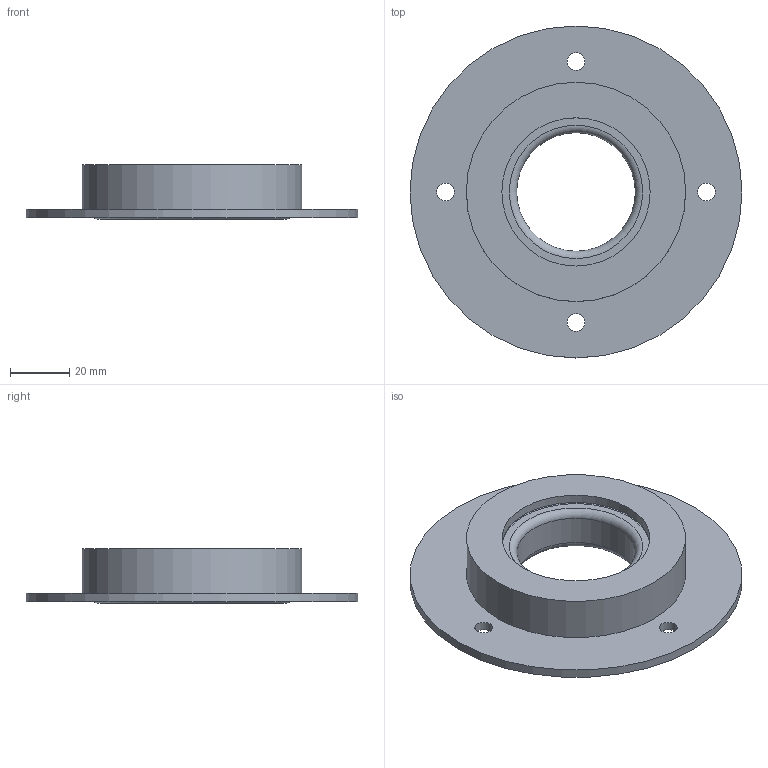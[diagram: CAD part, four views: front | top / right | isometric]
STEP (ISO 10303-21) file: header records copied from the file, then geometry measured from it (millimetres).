
FILE_DESCRIPTION(('FreeCAD Model'),'2;1');
FILE_NAME('bfixer2.step','2014-02-12T03:52:42' ,('FreeCAD'),('FreeCAD'),'Open CASCADE STEP processor 6.5','FreeCAD', 'Unknown');
FILE_SCHEMA(('AUTOMOTIVE_DESIGN_CC2 { 1 2 10303 214 -1 1 5 4 }'));
Length unit declared in the file: millimetre
Products named in the file (2): bfixer2; r2
Bounding box: 112 x 112 x 18.5 mm (x, y, z)
Volume: 65487.4 mm3; surface area: 34143.6 mm2
Topology: 2 solids, 2 shells, 28 faces, 50 edges, 32 vertices
Faces by surface type: cylinder 14, plane 10, torus 4
Full cylindrical faces by diameter (mm): 6 x4, 40 x1, 50 x3, 60 x2, 68 x2, 74 x1, 112 x1
Entity records: 1470 total; most frequent: CARTESIAN_POINT 351, DIRECTION 214, ORIENTED_EDGE 100, PCURVE 100, DEFINITIONAL_REPRESENTATION 100, LINE 78, VECTOR 78, AXIS2_PLACEMENT_3D 65
